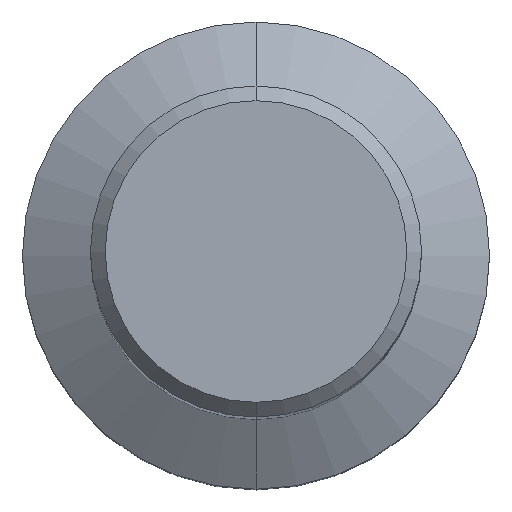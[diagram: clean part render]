
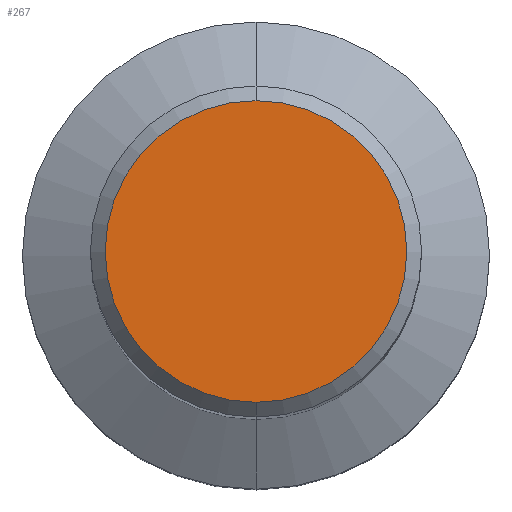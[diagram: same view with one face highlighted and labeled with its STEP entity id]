
A CAD part, top view. The second image highlights one B-rep face of the part: STEP entity #267.
In plain terms, the highlighted planar face has unit normal (0, 0, 1).
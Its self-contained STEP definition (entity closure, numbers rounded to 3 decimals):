
#267=ADVANCED_FACE('',(#658),#659,.T.);
#439=EDGE_CURVE('',#533,#547,#851,.T.);
#527=EDGE_CURVE('',#547,#533,#948,.T.);
#533=VERTEX_POINT('',#955);
#547=VERTEX_POINT('',#969);
#658=FACE_OUTER_BOUND('',#1124,.T.);
#659=PLANE('',#1125);
#851=CIRCLE('',#1456,8.2);
#948=CIRCLE('',#1697,8.2);
#955=CARTESIAN_POINT('',(0.,-8.2,0.0));
#969=CARTESIAN_POINT('',(0.0,8.2,0.0));
#1124=EDGE_LOOP('',(#1890,#1891));
#1125=AXIS2_PLACEMENT_3D('',#1892,#1893,#1894);
#1456=AXIS2_PLACEMENT_3D('',#2131,#2132,#2133);
#1697=AXIS2_PLACEMENT_3D('',#2250,#2251,#2252);
#1890=ORIENTED_EDGE('',*,*,#527,.F.);
#1891=ORIENTED_EDGE('',*,*,#439,.F.);
#1892=CARTESIAN_POINT('',(0.0,4.1,0.0));
#1893=DIRECTION('',(-0.0,0.0,1.0));
#1894=DIRECTION('',(0.0,-1.0,0.0));
#2131=CARTESIAN_POINT('',(0.0,0.0,0.0));
#2132=DIRECTION('',(0.0,0.0,-1.0));
#2133=DIRECTION('',(0.0,1.0,0.0));
#2250=CARTESIAN_POINT('',(0.0,0.0,0.0));
#2251=DIRECTION('',(0.0,0.0,-1.0));
#2252=DIRECTION('',(0.0,1.0,0.0));
